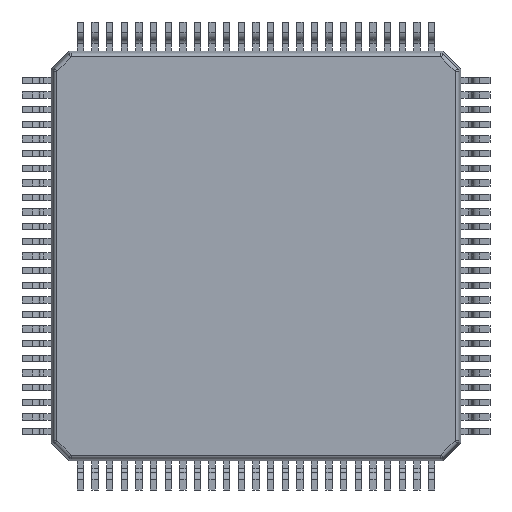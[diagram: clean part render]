
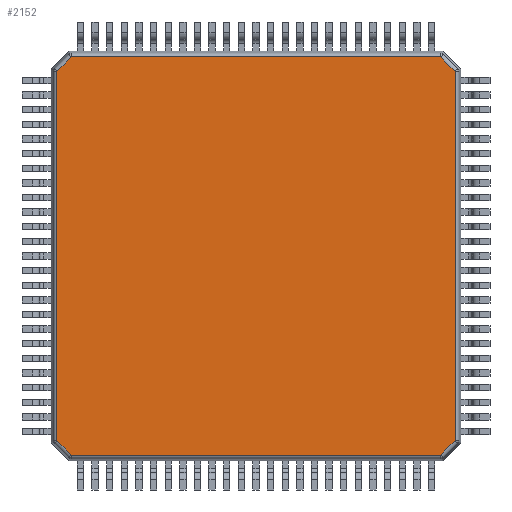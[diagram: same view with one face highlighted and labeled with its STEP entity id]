
A CAD part, front view. The second image highlights one B-rep face of the part: STEP entity #2152.
In plain terms, the highlighted planar face has unit normal (0, -1, 0).
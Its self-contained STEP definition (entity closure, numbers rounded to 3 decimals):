
#686=DIRECTION('',(0.,0.,-1.));
#687=VECTOR('',#686,12.636);
#688=CARTESIAN_POINT('',(-6.807,-0.575,6.316));
#689=LINE('',#688,#687);
#707=DIRECTION('',(-0.707,0.,-0.707));
#708=VECTOR('',#707,0.694);
#709=CARTESIAN_POINT('',(-6.316,-0.575,6.807));
#710=LINE('',#709,#708);
#738=DIRECTION('',(-1.,0.,0.));
#739=VECTOR('',#738,12.632);
#740=CARTESIAN_POINT('',(6.316,-0.575,6.807));
#741=LINE('',#740,#739);
#923=DIRECTION('',(-0.707,0.,0.707));
#924=VECTOR('',#923,0.694);
#925=CARTESIAN_POINT('',(6.807,-0.575,6.316));
#926=LINE('',#925,#924);
#954=DIRECTION('',(0.,0.,1.));
#955=VECTOR('',#954,12.636);
#956=CARTESIAN_POINT('',(6.807,-0.575,-6.32));
#957=LINE('',#956,#955);
#1076=DIRECTION('',(0.707,0.,0.707));
#1077=VECTOR('',#1076,0.688);
#1078=CARTESIAN_POINT('',(6.32,-0.575,-6.807));
#1079=LINE('',#1078,#1077);
#1107=DIRECTION('',(1.,0.,0.));
#1108=VECTOR('',#1107,12.64);
#1109=CARTESIAN_POINT('',(-6.32,-0.575,-6.807));
#1110=LINE('',#1109,#1108);
#1229=DIRECTION('',(0.707,0.,-0.707));
#1230=VECTOR('',#1229,0.688);
#1231=CARTESIAN_POINT('',(-6.807,-0.575,-6.32));
#1232=LINE('',#1231,#1230);
#1398=CARTESIAN_POINT('',(-6.316,-0.575,6.807));
#1399=CARTESIAN_POINT('',(-6.807,-0.575,6.316));
#1400=VERTEX_POINT('',#1398);
#1401=VERTEX_POINT('',#1399);
#1402=CARTESIAN_POINT('',(6.316,-0.575,6.807));
#1403=VERTEX_POINT('',#1402);
#1412=CARTESIAN_POINT('',(6.807,-0.575,6.316));
#1413=VERTEX_POINT('',#1412);
#1414=CARTESIAN_POINT('',(6.807,-0.575,-6.32));
#1415=VERTEX_POINT('',#1414);
#1424=CARTESIAN_POINT('',(6.32,-0.575,-6.807));
#1425=VERTEX_POINT('',#1424);
#1426=CARTESIAN_POINT('',(-6.32,-0.575,-6.807));
#1427=VERTEX_POINT('',#1426);
#1436=CARTESIAN_POINT('',(-6.807,-0.575,-6.32));
#1437=VERTEX_POINT('',#1436);
#2130=CARTESIAN_POINT('',(0.,-0.575,0.));
#2131=DIRECTION('',(0.,1.,0.));
#2132=DIRECTION('',(1.,0.,0.));
#2133=AXIS2_PLACEMENT_3D('',#2130,#2131,#2132);
#2134=PLANE('',#2133);
#2135=ORIENTED_EDGE('',*,*,#2120,.F.);
#2137=ORIENTED_EDGE('',*,*,#2136,.F.);
#2139=ORIENTED_EDGE('',*,*,#2138,.F.);
#2141=ORIENTED_EDGE('',*,*,#2140,.F.);
#2143=ORIENTED_EDGE('',*,*,#2142,.F.);
#2145=ORIENTED_EDGE('',*,*,#2144,.F.);
#2147=ORIENTED_EDGE('',*,*,#2146,.F.);
#2149=ORIENTED_EDGE('',*,*,#2148,.F.);
#2150=EDGE_LOOP('',(#2135,#2137,#2139,#2141,#2143,#2145,#2147,#2149));
#2151=FACE_OUTER_BOUND('',#2150,.F.);
#2152=ADVANCED_FACE('',(#2151),#2134,.F.);
#2120=EDGE_CURVE('',#1401,#1437,#689,.T.);
#2136=EDGE_CURVE('',#1400,#1401,#710,.T.);
#2138=EDGE_CURVE('',#1403,#1400,#741,.T.);
#2140=EDGE_CURVE('',#1413,#1403,#926,.T.);
#2142=EDGE_CURVE('',#1415,#1413,#957,.T.);
#2144=EDGE_CURVE('',#1425,#1415,#1079,.T.);
#2146=EDGE_CURVE('',#1427,#1425,#1110,.T.);
#2148=EDGE_CURVE('',#1437,#1427,#1232,.T.);
